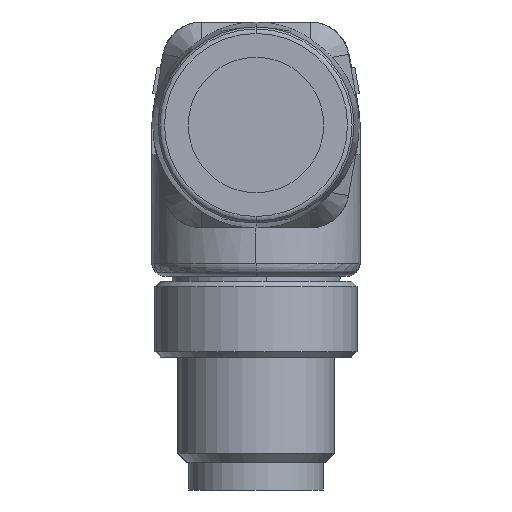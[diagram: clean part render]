
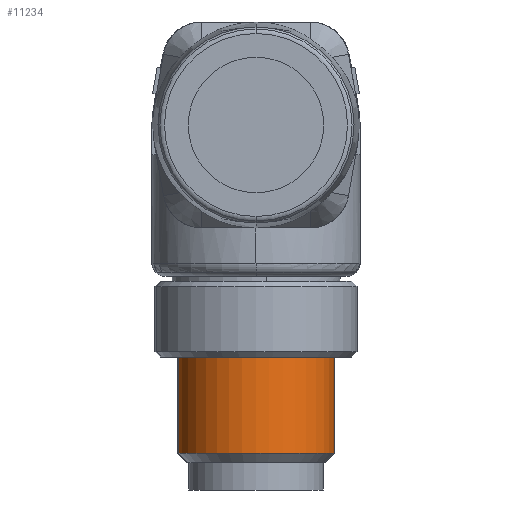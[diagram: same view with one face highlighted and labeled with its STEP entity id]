
A CAD part, front view. The second image highlights one B-rep face of the part: STEP entity #11234.
In plain terms, the highlighted cylindrical face has radius 6 mm (diameter 12 mm), a partial arc.
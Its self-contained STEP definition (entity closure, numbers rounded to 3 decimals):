
#995=CARTESIAN_POINT('',(0.,0.,-17.8));
#996=DIRECTION('',(0.,0.,1.));
#997=DIRECTION('',(-0.985,-0.171,0.));
#998=AXIS2_PLACEMENT_3D('',#995,#996,#997);
#1003=DIRECTION('',(0.,0.,-1.));
#1004=VECTOR('',#1003,7.4);
#1005=CARTESIAN_POINT('',(5.912,1.026,-17.8));
#1006=LINE('',#1005,#1004);
#1010=DIRECTION('',(0.,0.,-1.));
#1011=VECTOR('',#1010,7.4);
#1012=CARTESIAN_POINT('',(-5.912,-1.026,-17.8));
#1013=LINE('',#1012,#1011);
#1039=CARTESIAN_POINT('',(0.,0.,-25.2));
#1040=DIRECTION('',(0.,0.,-1.));
#1041=DIRECTION('',(0.985,0.171,0.));
#1042=AXIS2_PLACEMENT_3D('',#1039,#1040,#1041);
#10085=CARTESIAN_POINT('',(-5.912,-1.026,-17.8));
#10086=CARTESIAN_POINT('',(-5.912,-1.026,-25.2));
#10087=VERTEX_POINT('',#10085);
#10088=VERTEX_POINT('',#10086);
#10089=CARTESIAN_POINT('',(5.912,1.026,-17.8));
#10090=CARTESIAN_POINT('',(5.912,1.026,-25.2));
#10091=VERTEX_POINT('',#10089);
#10092=VERTEX_POINT('',#10090);
#11223=CARTESIAN_POINT('',(0.,0.,-65.717));
#11224=DIRECTION('',(0.,0.,-1.));
#11225=DIRECTION('',(0.985,0.171,0.));
#11226=AXIS2_PLACEMENT_3D('',#11223,#11224,#11225);
#11227=CYLINDRICAL_SURFACE('',#11226,6.);
#11228=ORIENTED_EDGE('',*,*,#11214,.T.);
#11229=ORIENTED_EDGE('',*,*,#11189,.F.);
#11230=ORIENTED_EDGE('',*,*,#11174,.T.);
#11231=ORIENTED_EDGE('',*,*,#11186,.T.);
#11232=EDGE_LOOP('',(#11228,#11229,#11230,#11231));
#11233=FACE_OUTER_BOUND('',#11232,.F.);
#11234=ADVANCED_FACE('',(#11233),#11227,.T.);
#999=CIRCLE('',#998,6.);
#1043=CIRCLE('',#1042,6.);
#11174=EDGE_CURVE('',#10087,#10091,#999,.T.);
#11186=EDGE_CURVE('',#10091,#10092,#1006,.T.);
#11189=EDGE_CURVE('',#10087,#10088,#1013,.T.);
#11214=EDGE_CURVE('',#10092,#10088,#1043,.T.);
